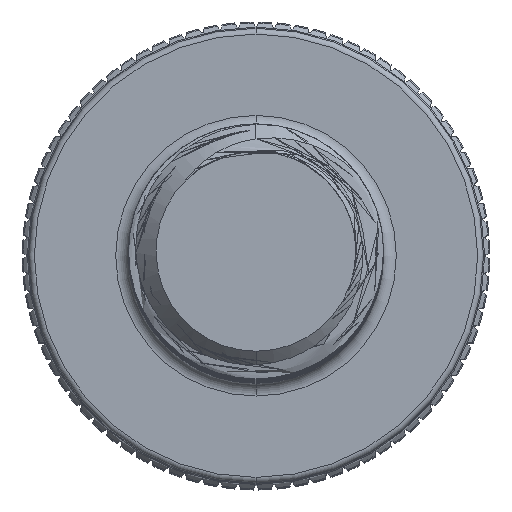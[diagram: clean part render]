
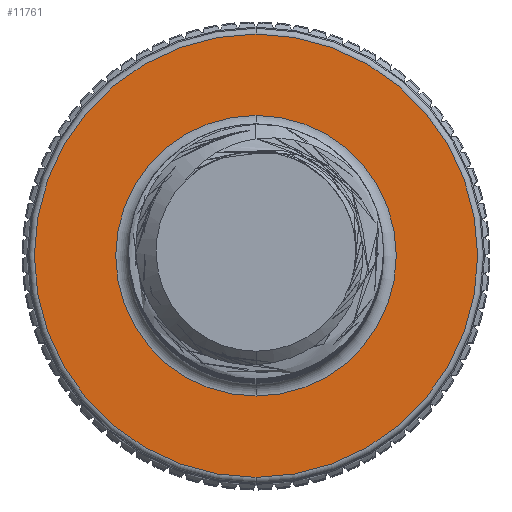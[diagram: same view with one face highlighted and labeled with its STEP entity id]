
A CAD part, top view. The second image highlights one B-rep face of the part: STEP entity #11761.
In plain terms, the highlighted face is planar.
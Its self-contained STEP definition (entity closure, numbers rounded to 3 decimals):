
#22=FACE_BOUND('',#1994,.T.);
#25=PLANE('',#12768);
#693=CIRCLE('',#12154,2.606);
#700=CIRCLE('',#12280,1.65);
#943=CIRCLE('',#12764,1.65);
#945=CIRCLE('',#12769,2.606);
#1346=FACE_OUTER_BOUND('',#1993,.T.);
#1993=EDGE_LOOP('',(#9110,#9111));
#1994=EDGE_LOOP('',(#9112,#9113));
#4461=VERTEX_POINT('',#18986);
#4462=VERTEX_POINT('',#18988);
#4702=VERTEX_POINT('',#21110);
#4703=VERTEX_POINT('',#21112);
#5740=EDGE_CURVE('',#4462,#4461,#693,.T.);
#6100=EDGE_CURVE('',#4702,#4703,#700,.T.);
#6824=EDGE_CURVE('',#4703,#4702,#943,.T.);
#6828=EDGE_CURVE('',#4461,#4462,#945,.T.);
#9110=ORIENTED_EDGE('',*,*,#5740,.T.);
#9111=ORIENTED_EDGE('',*,*,#6828,.T.);
#9112=ORIENTED_EDGE('',*,*,#6824,.F.);
#9113=ORIENTED_EDGE('',*,*,#6100,.F.);
#11761=ADVANCED_FACE('',(#1346,#22),#25,.T.);
#12154=AXIS2_PLACEMENT_3D('',#18989,#13308,#13309);
#12280=AXIS2_PLACEMENT_3D('',#21113,#13679,#13680);
#12764=AXIS2_PLACEMENT_3D('',#25465,#14807,#14808);
#12768=AXIS2_PLACEMENT_3D('',#25483,#14815,#14816);
#12769=AXIS2_PLACEMENT_3D('',#25484,#14817,#14818);
#13308=DIRECTION('center_axis',(0.,0.,-1.));
#13309=DIRECTION('ref_axis',(0.,1.,0.));
#13679=DIRECTION('center_axis',(0.,0.,-1.));
#13680=DIRECTION('ref_axis',(0.,1.,0.));
#14807=DIRECTION('center_axis',(0.,0.,-1.));
#14808=DIRECTION('ref_axis',(0.,1.,0.));
#14815=DIRECTION('center_axis',(0.,0.,-1.));
#14816=DIRECTION('ref_axis',(0.,1.,0.));
#14817=DIRECTION('center_axis',(0.,0.,-1.));
#14818=DIRECTION('ref_axis',(0.,1.,0.));
#18986=CARTESIAN_POINT('',(0.,-2.606,13.5));
#18988=CARTESIAN_POINT('',(0.,2.606,13.5));
#18989=CARTESIAN_POINT('Origin',(0.,0.,13.5));
#21110=CARTESIAN_POINT('',(0.,-1.65,13.5));
#21112=CARTESIAN_POINT('',(0.,1.65,13.5));
#21113=CARTESIAN_POINT('Origin',(0.,0.,13.5));
#25465=CARTESIAN_POINT('Origin',(0.,0.,13.5));
#25483=CARTESIAN_POINT('Origin',(0.,2.606,13.5));
#25484=CARTESIAN_POINT('Origin',(0.,0.,13.5));
